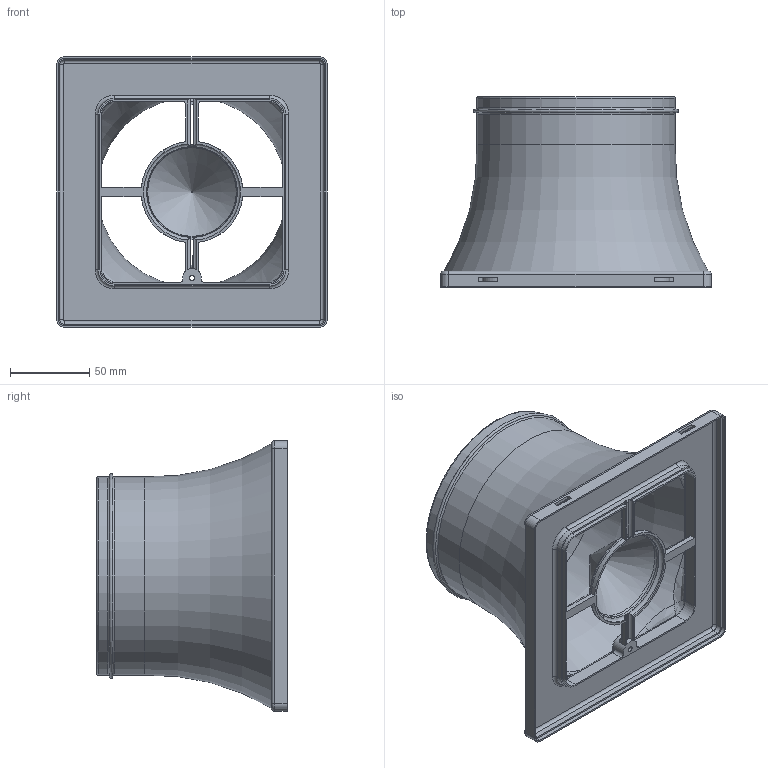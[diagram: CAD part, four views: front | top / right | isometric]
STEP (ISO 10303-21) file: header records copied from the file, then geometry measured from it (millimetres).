
FILE_DESCRIPTION(/* description */ (''),/* implementation_level */ '2;1');
FILE_NAME(/* name */ 'Fan Mount.step',/* time_stamp */ '2025-09-18T14:39:32+12:00',/* author */ (''),/* organization */ (''),/* preprocessor_version */ 'ST-DEVELOPER v20.1',/* originating_system */ 'Autodesk Translation Framework v14.17.0.0',/* authorisation */ '');
FILE_SCHEMA (('AUTOMOTIVE_DESIGN { 1 0 10303 214 3 1 1 }'));
Length unit declared in the file: millimetre
Products named in the file (1): Extractor Fan connector
Bounding box: 170.5 x 120 x 170.5 mm (x, y, z)
Volume: 215899.1 mm3; surface area: 152828.5 mm2
Topology: 1 solids, 1 shells, 203 faces, 524 edges, 321 vertices
Faces by surface type: cylinder 73, plane 71, torus 35, bspline 22, cone 2
Full cylindrical faces by diameter (mm): 3.2 x1, 8.5 x1, 56.997 x1, 59.997 x1, 119 x1, 125 x2
Entity records: 7224 total; most frequent: CARTESIAN_POINT 2232, DIRECTION 1054, ORIENTED_EDGE 1044, EDGE_CURVE 522, AXIS2_PLACEMENT_3D 402, VERTEX_POINT 321, LINE 250, VECTOR 250
